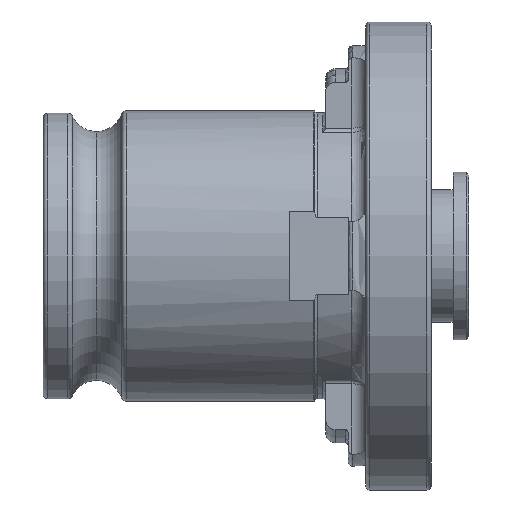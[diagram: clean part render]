
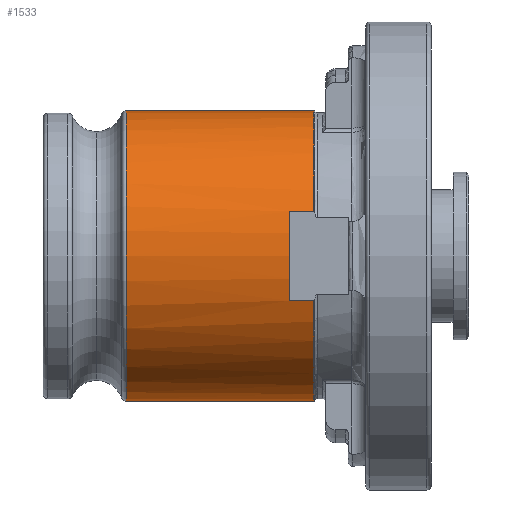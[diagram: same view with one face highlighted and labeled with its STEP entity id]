
A CAD part, front view. The second image highlights one B-rep face of the part: STEP entity #1533.
In plain terms, the highlighted cylindrical face has radius 15.5 mm (diameter 31 mm), a partial arc.
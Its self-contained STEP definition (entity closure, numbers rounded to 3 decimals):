
#21 = VERTEX_POINT ( 'NONE', #3891 ) ;
#77 = EDGE_CURVE ( 'NONE', #2784, #3122, #3751, .T. ) ;
#91 = AXIS2_PLACEMENT_3D ( 'NONE', #3978, #858, #2598 ) ;
#113 = CIRCLE ( 'NONE', #3543, 15.5 ) ;
#195 = DIRECTION ( 'NONE',  ( -1., 0., 0. ) ) ;
#198 = VECTOR ( 'NONE', #2583, 1000. ) ;
#208 = DIRECTION ( 'NONE',  ( -1., 0., 0. ) ) ;
#214 = CARTESIAN_POINT ( 'NONE',  ( 28.936, -14.75, -4.763 ) ) ;
#241 = DIRECTION ( 'NONE',  ( 0., 0., 1. ) ) ;
#443 = DIRECTION ( 'NONE',  ( -1., 0., 0. ) ) ;
#585 = EDGE_CURVE ( 'NONE', #3480, #3122, #4128, .T. ) ;
#613 = VERTEX_POINT ( 'NONE', #4023 ) ;
#681 = EDGE_CURVE ( 'NONE', #613, #1322, #4076, .T. ) ;
#699 = CIRCLE ( 'NONE', #2882, 15.5 ) ;
#824 = ORIENTED_EDGE ( 'NONE', *, *, #3471, .F. ) ;
#834 = ORIENTED_EDGE ( 'NONE', *, *, #1164, .F. ) ;
#858 = DIRECTION ( 'NONE',  ( 1., 0., 0. ) ) ;
#902 = CARTESIAN_POINT ( 'NONE',  ( 8.87, 0., 0. ) ) ;
#910 = CARTESIAN_POINT ( 'NONE',  ( 26.3, -14.75, 4.763 ) ) ;
#971 = CARTESIAN_POINT ( 'NONE',  ( -29.89, 0., 15.5 ) ) ;
#981 = EDGE_CURVE ( 'NONE', #21, #613, #113, .T. ) ;
#1037 = ORIENTED_EDGE ( 'NONE', *, *, #4131, .F. ) ;
#1067 = EDGE_CURVE ( 'NONE', #3625, #2784, #4391, .T. ) ;
#1099 = CARTESIAN_POINT ( 'NONE',  ( -29.89, -14.75, -4.763 ) ) ;
#1125 = DIRECTION ( 'NONE',  ( 0., 0., 1. ) ) ;
#1164 = EDGE_CURVE ( 'NONE', #2806, #1322, #699, .T. ) ;
#1222 = CARTESIAN_POINT ( 'NONE',  ( 28.936, 0., 0. ) ) ;
#1322 = VERTEX_POINT ( 'NONE', #1418 ) ;
#1418 = CARTESIAN_POINT ( 'NONE',  ( 8.87, 0., 15.5 ) ) ;
#1464 = FACE_OUTER_BOUND ( 'NONE', #3499, .T. ) ;
#1533 = ADVANCED_FACE ( 'NONE', ( #1464 ), #3445, .T. ) ;
#1579 = AXIS2_PLACEMENT_3D ( 'NONE', #1222, #208, #4404 ) ;
#1784 = DIRECTION ( 'NONE',  ( -1., 0., 0. ) ) ;
#1979 = CARTESIAN_POINT ( 'NONE',  ( -29.89, 0., -15.5 ) ) ;
#2169 = CARTESIAN_POINT ( 'NONE',  ( -29.89, 0., 0. ) ) ;
#2182 = CARTESIAN_POINT ( 'NONE',  ( 28.936, 0., -15.5 ) ) ;
#2218 = VECTOR ( 'NONE', #4089, 1000. ) ;
#2233 = ORIENTED_EDGE ( 'NONE', *, *, #77, .F. ) ;
#2241 = CARTESIAN_POINT ( 'NONE',  ( -29.89, -14.75, 4.763 ) ) ;
#2407 = DIRECTION ( 'NONE',  ( -1., 0., 0. ) ) ;
#2545 = CARTESIAN_POINT ( 'NONE',  ( 8.87, 0., -15.5 ) ) ;
#2583 = DIRECTION ( 'NONE',  ( 1., 0., 0. ) ) ;
#2598 = DIRECTION ( 'NONE',  ( 0., 0., -1. ) ) ;
#2784 = VERTEX_POINT ( 'NONE', #2905 ) ;
#2806 = VERTEX_POINT ( 'NONE', #2545 ) ;
#2882 = AXIS2_PLACEMENT_3D ( 'NONE', #902, #195, #241 ) ;
#2891 = VECTOR ( 'NONE', #3251, 1000. ) ;
#2905 = CARTESIAN_POINT ( 'NONE',  ( 26.3, -14.75, -4.763 ) ) ;
#2913 = AXIS2_PLACEMENT_3D ( 'NONE', #2169, #1784, #1125 ) ;
#2915 = CARTESIAN_POINT ( 'NONE',  ( 28.936, 0., 0. ) ) ;
#2948 = ORIENTED_EDGE ( 'NONE', *, *, #1067, .F. ) ;
#3122 = VERTEX_POINT ( 'NONE', #214 ) ;
#3251 = DIRECTION ( 'NONE',  ( -1., 0., 0. ) ) ;
#3445 = CYLINDRICAL_SURFACE ( 'NONE', #2913, 15.5 ) ;
#3471 = EDGE_CURVE ( 'NONE', #21, #3625, #3814, .T. ) ;
#3480 = VERTEX_POINT ( 'NONE', #2182 ) ;
#3499 = EDGE_LOOP ( 'NONE', ( #1037, #3512, #2233, #2948, #824, #4308, #4033, #834 ) ) ;
#3512 = ORIENTED_EDGE ( 'NONE', *, *, #585, .T. ) ;
#3543 = AXIS2_PLACEMENT_3D ( 'NONE', #2915, #443, #4237 ) ;
#3625 = VERTEX_POINT ( 'NONE', #910 ) ;
#3751 = LINE ( 'NONE', #1099, #198 ) ;
#3814 = LINE ( 'NONE', #2241, #2891 ) ;
#3891 = CARTESIAN_POINT ( 'NONE',  ( 28.936, -14.75, 4.763 ) ) ;
#3961 = VECTOR ( 'NONE', #2407, 1000. ) ;
#3978 = CARTESIAN_POINT ( 'NONE',  ( 26.3, 0., 0. ) ) ;
#4023 = CARTESIAN_POINT ( 'NONE',  ( 28.936, 0., 15.5 ) ) ;
#4033 = ORIENTED_EDGE ( 'NONE', *, *, #681, .T. ) ;
#4076 = LINE ( 'NONE', #971, #3961 ) ;
#4089 = DIRECTION ( 'NONE',  ( -1., 0., 0. ) ) ;
#4128 = CIRCLE ( 'NONE', #1579, 15.5 ) ;
#4131 = EDGE_CURVE ( 'NONE', #3480, #2806, #4137, .T. ) ;
#4137 = LINE ( 'NONE', #1979, #2218 ) ;
#4237 = DIRECTION ( 'NONE',  ( 0., 0., 1. ) ) ;
#4308 = ORIENTED_EDGE ( 'NONE', *, *, #981, .T. ) ;
#4391 = CIRCLE ( 'NONE', #91, 15.5 ) ;
#4404 = DIRECTION ( 'NONE',  ( 0., 0., 1. ) ) ;
